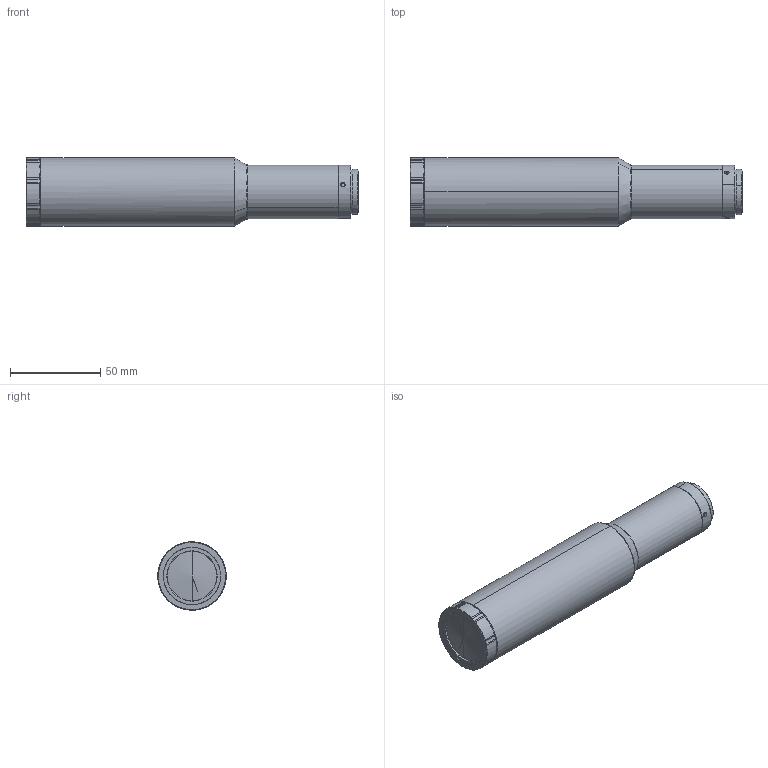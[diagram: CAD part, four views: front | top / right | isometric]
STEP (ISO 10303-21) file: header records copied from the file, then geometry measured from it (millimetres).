
FILE_DESCRIPTION (( 'STEP AP203' ), '1' );
FILE_NAME ('DTCA121-5.STEP', '2021-01-15T03:36:00', ( '' ), ( '' ), 'SwSTEP 2.0', 'SolidWorks 2017', '' );
FILE_SCHEMA (( 'CONFIG_CONTROL_DESIGN' ));
Length unit declared in the file: millimetre
Products named in the file (1): DTCA121-5
Bounding box: 184.4 x 38 x 38 mm (x, y, z)
Volume: 179731.7 mm3; surface area: 22545.2 mm2
Topology: 1 solids, 1 shells, 113 faces, 273 edges, 168 vertices
Faces by surface type: cylinder 57, cone 45, plane 7, bspline 4
Entity records: 3756 total; most frequent: CARTESIAN_POINT 1165, ORIENTED_EDGE 538, DIRECTION 507, EDGE_CURVE 269, AXIS2_PLACEMENT_3D 212, VERTEX_POINT 168, EDGE_LOOP 123, ADVANCED_FACE 113
